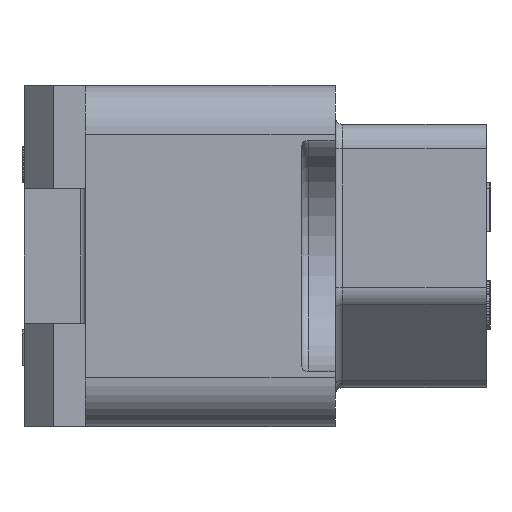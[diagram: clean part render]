
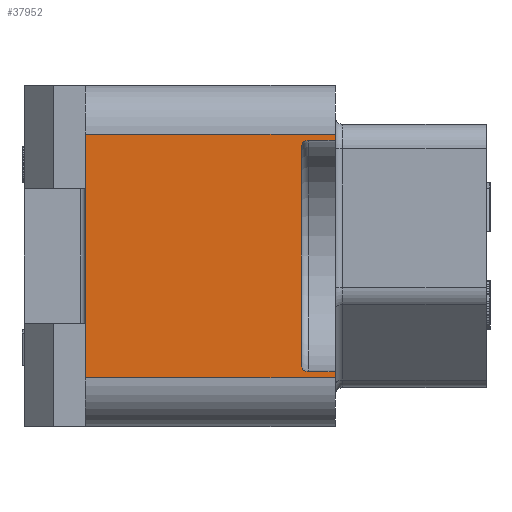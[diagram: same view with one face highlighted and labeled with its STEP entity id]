
A CAD part, left-side view. The second image highlights one B-rep face of the part: STEP entity #37952.
In plain terms, the highlighted planar face has unit normal (-1, 0, 0).
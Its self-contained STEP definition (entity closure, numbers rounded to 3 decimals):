
#887=DIRECTION('',(0.,0.,-1.));
#888=VECTOR('',#887,10.);
#889=CARTESIAN_POINT('',(-40.,10.25,5.));
#890=LINE('',#889,#888);
#1428=DIRECTION('',(0.,-1.,0.));
#1429=VECTOR('',#1428,10.25);
#1430=CARTESIAN_POINT('',(-40.,10.25,5.));
#1431=LINE('',#1430,#1429);
#1756=DIRECTION('',(0.,1.,0.));
#1757=VECTOR('',#1756,10.25);
#1758=CARTESIAN_POINT('',(-40.,0.,-5.));
#1759=LINE('',#1758,#1757);
#1765=DIRECTION('',(0.,0.,1.));
#1766=VECTOR('',#1765,8.9);
#1767=CARTESIAN_POINT('',(-40.,1.4,-4.45));
#1768=LINE('',#1767,#1766);
#1769=DIRECTION('',(0.,1.,0.));
#1770=VECTOR('',#1769,1.1);
#1771=CARTESIAN_POINT('',(-40.,0.,-4.75));
#1772=LINE('',#1771,#1770);
#1773=DIRECTION('',(0.,0.,-1.));
#1774=VECTOR('',#1773,0.25);
#1775=CARTESIAN_POINT('',(-40.,0.,-4.75));
#1776=LINE('',#1775,#1774);
#1777=DIRECTION('',(0.,0.,-1.));
#1778=VECTOR('',#1777,0.25);
#1779=CARTESIAN_POINT('',(-40.,0.,5.));
#1780=LINE('',#1779,#1778);
#1781=DIRECTION('',(0.,1.,0.));
#1782=VECTOR('',#1781,1.1);
#1783=CARTESIAN_POINT('',(-40.,0.,4.75));
#1784=LINE('',#1783,#1782);
#1808=CARTESIAN_POINT('',(-40.,1.1,-4.45));
#1809=DIRECTION('',(1.,0.,0.));
#1810=DIRECTION('',(0.,0.,-1.));
#1811=AXIS2_PLACEMENT_3D('',#1808,#1809,#1810);
#1832=CARTESIAN_POINT('',(-40.,1.1,4.45));
#1833=DIRECTION('',(1.,0.,0.));
#1834=DIRECTION('',(0.,1.,0.));
#1835=AXIS2_PLACEMENT_3D('',#1832,#1833,#1834);
#30179=CARTESIAN_POINT('',(-40.,0.,5.));
#30180=VERTEX_POINT('',#30179);
#30181=CARTESIAN_POINT('',(-40.,10.25,5.));
#30182=VERTEX_POINT('',#30181);
#30187=CARTESIAN_POINT('',(-40.,10.25,-5.));
#30188=VERTEX_POINT('',#30187);
#30189=CARTESIAN_POINT('',(-40.,0.,-5.));
#30190=VERTEX_POINT('',#30189);
#30199=CARTESIAN_POINT('',(-40.,0.,-4.75));
#30201=VERTEX_POINT('',#30199);
#30205=CARTESIAN_POINT('',(-40.,0.,4.75));
#30206=VERTEX_POINT('',#30205);
#30416=CARTESIAN_POINT('',(-40.,1.4,-4.45));
#30418=VERTEX_POINT('',#30416);
#30420=CARTESIAN_POINT('',(-40.,1.1,-4.75));
#30422=VERTEX_POINT('',#30420);
#30427=CARTESIAN_POINT('',(-40.,1.4,4.45));
#30428=VERTEX_POINT('',#30427);
#30429=CARTESIAN_POINT('',(-40.,1.1,4.75));
#30430=VERTEX_POINT('',#30429);
#37930=CARTESIAN_POINT('',(-40.,0.,7.));
#37931=DIRECTION('',(-1.,0.,0.));
#37932=DIRECTION('',(0.,1.,0.));
#37933=AXIS2_PLACEMENT_3D('',#37930,#37931,#37932);
#37934=PLANE('',#37933);
#37936=ORIENTED_EDGE('',*,*,#37935,.F.);
#37938=ORIENTED_EDGE('',*,*,#37937,.F.);
#37940=ORIENTED_EDGE('',*,*,#37939,.F.);
#37941=ORIENTED_EDGE('',*,*,#37458,.T.);
#37942=ORIENTED_EDGE('',*,*,#37924,.T.);
#37943=ORIENTED_EDGE('',*,*,#37129,.F.);
#37944=ORIENTED_EDGE('',*,*,#37435,.T.);
#37945=ORIENTED_EDGE('',*,*,#37466,.T.);
#37947=ORIENTED_EDGE('',*,*,#37946,.T.);
#37949=ORIENTED_EDGE('',*,*,#37948,.F.);
#37950=EDGE_LOOP('',(#37936,#37938,#37940,#37941,#37942,#37943,#37944,#37945,
#37947,#37949));
#37951=FACE_OUTER_BOUND('',#37950,.F.);
#37952=ADVANCED_FACE('',(#37951),#37934,.T.);
#1812=CIRCLE('',#1811,0.3);
#1836=CIRCLE('',#1835,0.3);
#37129=EDGE_CURVE('',#30182,#30188,#890,.T.);
#37435=EDGE_CURVE('',#30182,#30180,#1431,.T.);
#37458=EDGE_CURVE('',#30201,#30190,#1776,.T.);
#37466=EDGE_CURVE('',#30180,#30206,#1780,.T.);
#37924=EDGE_CURVE('',#30190,#30188,#1759,.T.);
#37935=EDGE_CURVE('',#30418,#30428,#1768,.T.);
#37937=EDGE_CURVE('',#30422,#30418,#1812,.T.);
#37939=EDGE_CURVE('',#30201,#30422,#1772,.T.);
#37946=EDGE_CURVE('',#30206,#30430,#1784,.T.);
#37948=EDGE_CURVE('',#30428,#30430,#1836,.T.);
